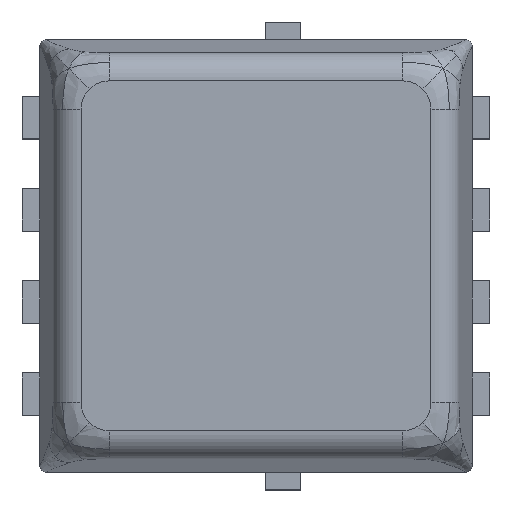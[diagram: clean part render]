
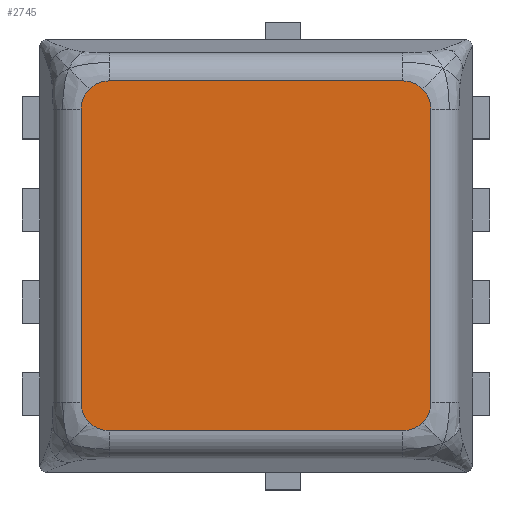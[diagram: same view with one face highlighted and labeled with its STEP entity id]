
A CAD part, top view. The second image highlights one B-rep face of the part: STEP entity #2745.
In plain terms, the highlighted planar face has unit normal (0, 0, 1).
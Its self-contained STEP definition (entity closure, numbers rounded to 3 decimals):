
#104=CIRCLE('',#2927,0.2);
#105=CIRCLE('',#2928,0.2);
#106=CIRCLE('',#2929,0.2);
#107=CIRCLE('',#2930,0.2);
#108=CIRCLE('',#2931,0.2);
#109=CIRCLE('',#2932,0.2);
#110=CIRCLE('',#2933,0.2);
#111=CIRCLE('',#2934,0.2);
#161=FACE_OUTER_BOUND('',#323,.T.);
#323=EDGE_LOOP('',(#1835,#1836,#1837,#1838,#1839,#1840,#1841,#1842,#1843,
#1844,#1845,#1846));
#497=LINE('',#3797,#819);
#498=LINE('',#3803,#820);
#499=LINE('',#3809,#821);
#500=LINE('',#3815,#822);
#819=VECTOR('',#3135,1000.);
#820=VECTOR('',#3140,1000.);
#821=VECTOR('',#3145,1000.);
#822=VECTOR('',#3150,1000.);
#1133=VERTEX_POINT('',#3793);
#1134=VERTEX_POINT('',#3794);
#1135=VERTEX_POINT('',#3796);
#1136=VERTEX_POINT('',#3798);
#1137=VERTEX_POINT('',#3800);
#1138=VERTEX_POINT('',#3802);
#1139=VERTEX_POINT('',#3804);
#1140=VERTEX_POINT('',#3806);
#1141=VERTEX_POINT('',#3808);
#1142=VERTEX_POINT('',#3810);
#1143=VERTEX_POINT('',#3812);
#1144=VERTEX_POINT('',#3814);
#1401=EDGE_CURVE('',#1133,#1134,#104,.T.);
#1402=EDGE_CURVE('',#1135,#1133,#497,.T.);
#1403=EDGE_CURVE('',#1136,#1135,#105,.T.);
#1404=EDGE_CURVE('',#1137,#1136,#106,.T.);
#1405=EDGE_CURVE('',#1138,#1137,#498,.T.);
#1406=EDGE_CURVE('',#1139,#1138,#107,.T.);
#1407=EDGE_CURVE('',#1140,#1139,#108,.T.);
#1408=EDGE_CURVE('',#1141,#1140,#499,.T.);
#1409=EDGE_CURVE('',#1142,#1141,#109,.T.);
#1410=EDGE_CURVE('',#1143,#1142,#110,.T.);
#1411=EDGE_CURVE('',#1144,#1143,#500,.T.);
#1412=EDGE_CURVE('',#1134,#1144,#111,.T.);
#1835=ORIENTED_EDGE('',*,*,#1401,.F.);
#1836=ORIENTED_EDGE('',*,*,#1402,.F.);
#1837=ORIENTED_EDGE('',*,*,#1403,.F.);
#1838=ORIENTED_EDGE('',*,*,#1404,.F.);
#1839=ORIENTED_EDGE('',*,*,#1405,.F.);
#1840=ORIENTED_EDGE('',*,*,#1406,.F.);
#1841=ORIENTED_EDGE('',*,*,#1407,.F.);
#1842=ORIENTED_EDGE('',*,*,#1408,.F.);
#1843=ORIENTED_EDGE('',*,*,#1409,.F.);
#1844=ORIENTED_EDGE('',*,*,#1410,.F.);
#1845=ORIENTED_EDGE('',*,*,#1411,.F.);
#1846=ORIENTED_EDGE('',*,*,#1412,.F.);
#2619=PLANE('',#2926);
#2745=ADVANCED_FACE('',(#161),#2619,.F.);
#2926=AXIS2_PLACEMENT_3D('',#3792,#3131,#3132);
#2927=AXIS2_PLACEMENT_3D('',#3795,#3133,#3134);
#2928=AXIS2_PLACEMENT_3D('',#3799,#3136,#3137);
#2929=AXIS2_PLACEMENT_3D('',#3801,#3138,#3139);
#2930=AXIS2_PLACEMENT_3D('',#3805,#3141,#3142);
#2931=AXIS2_PLACEMENT_3D('',#3807,#3143,#3144);
#2932=AXIS2_PLACEMENT_3D('',#3811,#3146,#3147);
#2933=AXIS2_PLACEMENT_3D('',#3813,#3148,#3149);
#2934=AXIS2_PLACEMENT_3D('',#3816,#3151,#3152);
#3131=DIRECTION('center_axis',(0.,0.,-1.));
#3132=DIRECTION('ref_axis',(1.,0.,0.));
#3133=DIRECTION('center_axis',(0.,0.,
-1.));
#3134=DIRECTION('ref_axis',(-0.707,0.707,0.));
#3135=DIRECTION('',(0.,1.,0.));
#3136=DIRECTION('center_axis',(0.,0.,-1.));
#3137=DIRECTION('ref_axis',(-1.,0.,0.));
#3138=DIRECTION('center_axis',(0.,0.,
-1.));
#3139=DIRECTION('ref_axis',(-0.707,-0.707,0.));
#3140=DIRECTION('',(-1.,0.,0.));
#3141=DIRECTION('center_axis',(0.,0.,-1.));
#3142=DIRECTION('ref_axis',(0.,-1.,0.));
#3143=DIRECTION('center_axis',(0.,0.,
-1.));
#3144=DIRECTION('ref_axis',(0.707,-0.707,0.));
#3145=DIRECTION('',(0.,-1.,0.));
#3146=DIRECTION('center_axis',(0.,0.,-1.));
#3147=DIRECTION('ref_axis',(1.,0.,0.));
#3148=DIRECTION('center_axis',(0.,0.,
-1.));
#3149=DIRECTION('ref_axis',(0.707,0.707,0.));
#3150=DIRECTION('',(1.,0.,0.));
#3151=DIRECTION('center_axis',(0.,0.,
-1.));
#3152=DIRECTION('ref_axis',(0.,1.,0.));
#3792=CARTESIAN_POINT('Origin',(1.499,0.986,1.745));
#3793=CARTESIAN_POINT('',(0.265,2.02,1.745));
#3794=CARTESIAN_POINT('',(0.323,2.161,1.745));
#3795=CARTESIAN_POINT('Origin',(0.465,2.02,1.745));
#3796=CARTESIAN_POINT('',(0.265,-0.048,1.745));
#3797=CARTESIAN_POINT('',(0.265,0.986,1.745));
#3798=CARTESIAN_POINT('',(0.323,-0.189,1.745));
#3799=CARTESIAN_POINT('Origin',(0.465,-0.048,1.745));
#3800=CARTESIAN_POINT('',(0.465,-0.248,1.745));
#3801=CARTESIAN_POINT('Origin',(0.465,-0.048,1.745));
#3802=CARTESIAN_POINT('',(2.532,-0.248,1.745));
#3803=CARTESIAN_POINT('',(1.499,-0.248,1.745));
#3804=CARTESIAN_POINT('',(2.674,-0.189,1.745));
#3805=CARTESIAN_POINT('Origin',(2.532,-0.048,1.745));
#3806=CARTESIAN_POINT('',(2.732,-0.048,1.745));
#3807=CARTESIAN_POINT('Origin',(2.532,-0.048,1.745));
#3808=CARTESIAN_POINT('',(2.732,2.02,1.745));
#3809=CARTESIAN_POINT('',(2.732,0.986,1.745));
#3810=CARTESIAN_POINT('',(2.674,2.161,1.745));
#3811=CARTESIAN_POINT('Origin',(2.532,2.02,1.745));
#3812=CARTESIAN_POINT('',(2.532,2.22,1.745));
#3813=CARTESIAN_POINT('Origin',(2.532,2.02,1.745));
#3814=CARTESIAN_POINT('',(0.465,2.22,1.745));
#3815=CARTESIAN_POINT('',(1.499,2.22,1.745));
#3816=CARTESIAN_POINT('Origin',(0.465,2.02,1.745));
